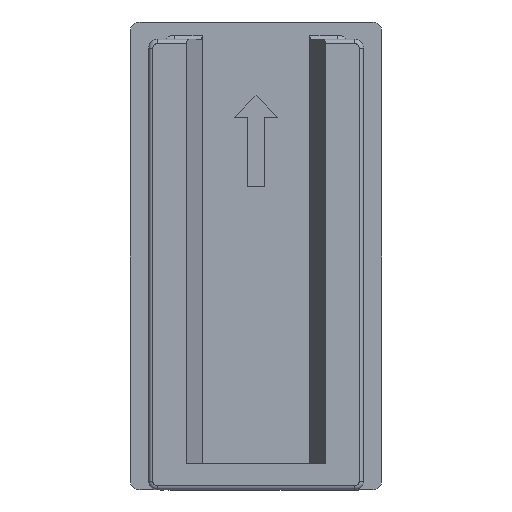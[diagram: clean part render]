
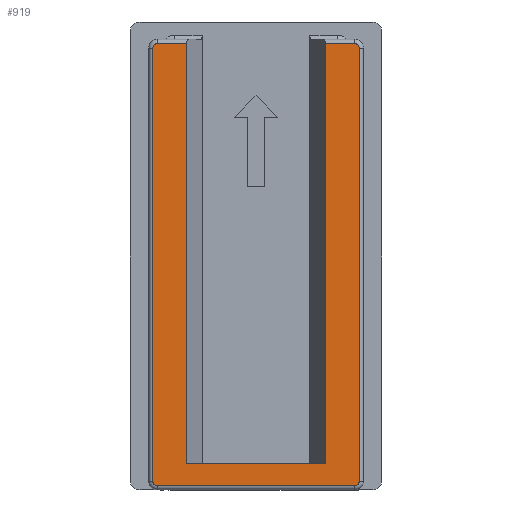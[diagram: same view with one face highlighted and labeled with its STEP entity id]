
A CAD part, front view. The second image highlights one B-rep face of the part: STEP entity #919.
In plain terms, the highlighted planar face has unit normal (0, -1, 0).
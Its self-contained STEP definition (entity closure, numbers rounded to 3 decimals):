
#18 = ORIENTED_EDGE ( 'NONE', *, *, #2569, .T. ) ;
#80 = ORIENTED_EDGE ( 'NONE', *, *, #1290, .T. ) ;
#136 = ORIENTED_EDGE ( 'NONE', *, *, #1402, .T. ) ;
#161 = CARTESIAN_POINT ( 'NONE',  ( 11.4, -4., 24.5 ) ) ;
#163 = VERTEX_POINT ( 'NONE', #1659 ) ;
#184 = AXIS2_PLACEMENT_3D ( 'NONE', #2394, #1204, #594 ) ;
#227 = CIRCLE ( 'NONE', #1888, 0.5 ) ;
#288 = VERTEX_POINT ( 'NONE', #904 ) ;
#292 = LINE ( 'NONE', #860, #2484 ) ;
#295 = CIRCLE ( 'NONE', #2008, 0.5 ) ;
#326 = VERTEX_POINT ( 'NONE', #892 ) ;
#339 = ORIENTED_EDGE ( 'NONE', *, *, #1035, .T. ) ;
#348 = DIRECTION ( 'NONE',  ( 0., 0., -1. ) ) ;
#351 = VECTOR ( 'NONE', #2440, 1000. ) ;
#399 = CARTESIAN_POINT ( 'NONE',  ( 11.4, -4., 24. ) ) ;
#431 = CARTESIAN_POINT ( 'NONE',  ( 8., -4., 24.5 ) ) ;
#459 = CARTESIAN_POINT ( 'NONE',  ( -11.4, -4., -26.5 ) ) ;
#588 = VECTOR ( 'NONE', #943, 1000. ) ;
#594 = DIRECTION ( 'NONE',  ( 0., 0., -1. ) ) ;
#628 = EDGE_CURVE ( 'NONE', #2334, #2337, #292, .T. ) ;
#632 = EDGE_CURVE ( 'NONE', #2482, #1916, #1053, .T. ) ;
#664 = CARTESIAN_POINT ( 'NONE',  ( -8., -4., -24. ) ) ;
#689 = ORIENTED_EDGE ( 'NONE', *, *, #2193, .T. ) ;
#694 = VERTEX_POINT ( 'NONE', #1108 ) ;
#716 = ORIENTED_EDGE ( 'NONE', *, *, #795, .T. ) ;
#722 = AXIS2_PLACEMENT_3D ( 'NONE', #1192, #2182, #784 ) ;
#766 = VECTOR ( 'NONE', #1876, 1000. ) ;
#771 = VECTOR ( 'NONE', #2090, 1000. ) ;
#784 = DIRECTION ( 'NONE',  ( 0., 0., -1. ) ) ;
#795 = EDGE_CURVE ( 'NONE', #1713, #2542, #227, .T. ) ;
#847 = CARTESIAN_POINT ( 'NONE',  ( 11.9, -4., 25. ) ) ;
#858 = LINE ( 'NONE', #847, #2156 ) ;
#860 = CARTESIAN_POINT ( 'NONE',  ( -8., -4., 25. ) ) ;
#878 = ORIENTED_EDGE ( 'NONE', *, *, #1972, .T. ) ;
#884 = ORIENTED_EDGE ( 'NONE', *, *, #632, .T. ) ;
#892 = CARTESIAN_POINT ( 'NONE',  ( 8., -4., -24. ) ) ;
#904 = CARTESIAN_POINT ( 'NONE',  ( -11.9, -4., -26. ) ) ;
#906 = LINE ( 'NONE', #1722, #1469 ) ;
#919 = ADVANCED_FACE ( 'NONE', ( #1177 ), #983, .T. ) ;
#943 = DIRECTION ( 'NONE',  ( 0., 0., -1. ) ) ;
#983 = PLANE ( 'NONE',  #184 ) ;
#1013 = AXIS2_PLACEMENT_3D ( 'NONE', #2494, #1453, #1895 ) ;
#1028 = EDGE_CURVE ( 'NONE', #1916, #288, #2259, .T. ) ;
#1035 = EDGE_CURVE ( 'NONE', #1907, #1713, #858, .T. ) ;
#1053 = CIRCLE ( 'NONE', #1013, 0.5 ) ;
#1108 = CARTESIAN_POINT ( 'NONE',  ( 11.4, -4., -26.5 ) ) ;
#1110 = ORIENTED_EDGE ( 'NONE', *, *, #628, .F. ) ;
#1122 = LINE ( 'NONE', #2128, #588 ) ;
#1127 = EDGE_CURVE ( 'NONE', #2542, #163, #2208, .T. ) ;
#1162 = EDGE_CURVE ( 'NONE', #694, #1907, #2567, .T. ) ;
#1172 = CARTESIAN_POINT ( 'NONE',  ( 11.9, -4., 24. ) ) ;
#1177 = FACE_OUTER_BOUND ( 'NONE', #1501, .T. ) ;
#1178 = CARTESIAN_POINT ( 'NONE',  ( -11.4, -4., 24.5 ) ) ;
#1192 = CARTESIAN_POINT ( 'NONE',  ( 11.4, -4., -26. ) ) ;
#1204 = DIRECTION ( 'NONE',  ( 0., -1., 0. ) ) ;
#1253 = CARTESIAN_POINT ( 'NONE',  ( -11.9, -4., -26. ) ) ;
#1271 = VERTEX_POINT ( 'NONE', #459 ) ;
#1290 = EDGE_CURVE ( 'NONE', #326, #2337, #2451, .T. ) ;
#1402 = EDGE_CURVE ( 'NONE', #2334, #2482, #906, .T. ) ;
#1421 = CARTESIAN_POINT ( 'NONE',  ( -11.9, -4., 24. ) ) ;
#1453 = DIRECTION ( 'NONE',  ( 0., -1., 0. ) ) ;
#1463 = ORIENTED_EDGE ( 'NONE', *, *, #1028, .T. ) ;
#1469 = VECTOR ( 'NONE', #2335, 1000. ) ;
#1488 = ORIENTED_EDGE ( 'NONE', *, *, #1127, .T. ) ;
#1501 = EDGE_LOOP ( 'NONE', ( #1110, #136, #884, #1463, #689, #878, #1850, #339, #716, #1488, #18, #80 ) ) ;
#1659 = CARTESIAN_POINT ( 'NONE',  ( 8., -4., 24.5 ) ) ;
#1663 = DIRECTION ( 'NONE',  ( 0., 0., 1. ) ) ;
#1707 = LINE ( 'NONE', #2471, #771 ) ;
#1713 = VERTEX_POINT ( 'NONE', #1172 ) ;
#1722 = CARTESIAN_POINT ( 'NONE',  ( -11.4, -4., 24.5 ) ) ;
#1785 = DIRECTION ( 'NONE',  ( 0., 0., -1. ) ) ;
#1794 = DIRECTION ( 'NONE',  ( 0., -1., 0. ) ) ;
#1850 = ORIENTED_EDGE ( 'NONE', *, *, #1162, .T. ) ;
#1876 = DIRECTION ( 'NONE',  ( -1., 0., 0. ) ) ;
#1888 = AXIS2_PLACEMENT_3D ( 'NONE', #399, #1794, #1785 ) ;
#1895 = DIRECTION ( 'NONE',  ( 0., 0., -1. ) ) ;
#1907 = VERTEX_POINT ( 'NONE', #2421 ) ;
#1916 = VERTEX_POINT ( 'NONE', #1421 ) ;
#1972 = EDGE_CURVE ( 'NONE', #1271, #694, #1707, .T. ) ;
#1973 = DIRECTION ( 'NONE',  ( 0., -1., 0. ) ) ;
#1984 = VECTOR ( 'NONE', #2570, 1000. ) ;
#2008 = AXIS2_PLACEMENT_3D ( 'NONE', #2147, #1973, #348 ) ;
#2083 = CARTESIAN_POINT ( 'NONE',  ( 8., -4., -24. ) ) ;
#2090 = DIRECTION ( 'NONE',  ( 1., 0., 0. ) ) ;
#2099 = DIRECTION ( 'NONE',  ( 0., 0., -1. ) ) ;
#2128 = CARTESIAN_POINT ( 'NONE',  ( 8., -4., 25. ) ) ;
#2147 = CARTESIAN_POINT ( 'NONE',  ( -11.4, -4., -26. ) ) ;
#2156 = VECTOR ( 'NONE', #1663, 1000. ) ;
#2182 = DIRECTION ( 'NONE',  ( 0., -1., 0. ) ) ;
#2193 = EDGE_CURVE ( 'NONE', #288, #1271, #295, .T. ) ;
#2208 = LINE ( 'NONE', #431, #1984 ) ;
#2259 = LINE ( 'NONE', #1253, #351 ) ;
#2334 = VERTEX_POINT ( 'NONE', #2462 ) ;
#2335 = DIRECTION ( 'NONE',  ( -1., 0., 0. ) ) ;
#2337 = VERTEX_POINT ( 'NONE', #664 ) ;
#2394 = CARTESIAN_POINT ( 'NONE',  ( 12.4, -4., 25. ) ) ;
#2421 = CARTESIAN_POINT ( 'NONE',  ( 11.9, -4., -26. ) ) ;
#2440 = DIRECTION ( 'NONE',  ( 0., 0., -1. ) ) ;
#2451 = LINE ( 'NONE', #2083, #766 ) ;
#2462 = CARTESIAN_POINT ( 'NONE',  ( -8., -4., 24.5 ) ) ;
#2471 = CARTESIAN_POINT ( 'NONE',  ( 11.4, -4., -26.5 ) ) ;
#2482 = VERTEX_POINT ( 'NONE', #1178 ) ;
#2484 = VECTOR ( 'NONE', #2099, 1000. ) ;
#2494 = CARTESIAN_POINT ( 'NONE',  ( -11.4, -4., 24. ) ) ;
#2542 = VERTEX_POINT ( 'NONE', #161 ) ;
#2567 = CIRCLE ( 'NONE', #722, 0.5 ) ;
#2569 = EDGE_CURVE ( 'NONE', #163, #326, #1122, .T. ) ;
#2570 = DIRECTION ( 'NONE',  ( -1., 0., 0. ) ) ;
